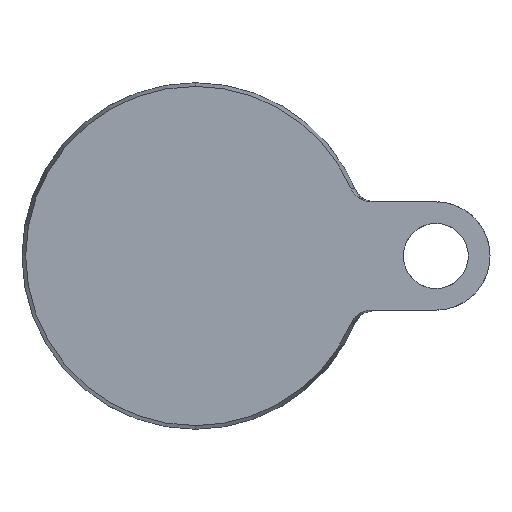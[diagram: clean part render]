
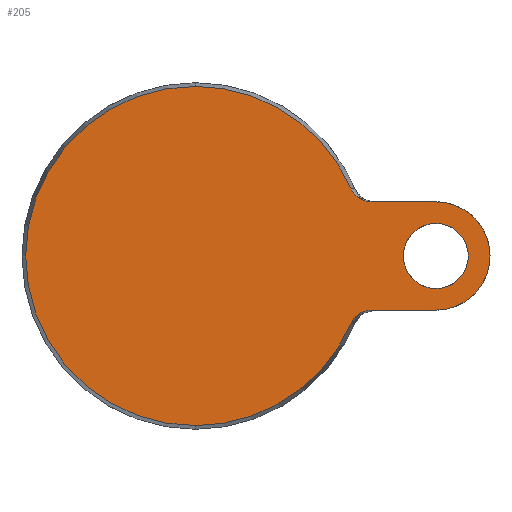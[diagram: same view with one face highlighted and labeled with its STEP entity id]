
A CAD part, front view. The second image highlights one B-rep face of the part: STEP entity #205.
In plain terms, the highlighted planar face has unit normal (0, -1, 0).
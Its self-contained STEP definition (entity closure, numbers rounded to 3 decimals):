
#14 = DIRECTION ( 'NONE',  ( 0., 0., 1. ) ) ;
#16 = ORIENTED_EDGE ( 'NONE', *, *, #902, .T. ) ;
#60 = DIRECTION ( 'NONE',  ( 0., -1., 0. ) ) ;
#68 = EDGE_CURVE ( 'NONE', #735, #478, #155, .T. ) ;
#73 = DIRECTION ( 'NONE',  ( 0., -1., 0. ) ) ;
#74 = VECTOR ( 'NONE', #1167, 1000. ) ;
#89 = CARTESIAN_POINT ( 'NONE',  ( 38.897, 0., 12.778 ) ) ;
#103 = CARTESIAN_POINT ( 'NONE',  ( 55.5, 0., 0. ) ) ;
#110 = LINE ( 'NONE', #563, #589 ) ;
#127 = FACE_BOUND ( 'NONE', #678, .T. ) ;
#136 = CARTESIAN_POINT ( 'NONE',  ( 55.5, 0., 0. ) ) ;
#140 = EDGE_CURVE ( 'NONE', #735, #1011, #906, .T. ) ;
#150 = EDGE_CURVE ( 'NONE', #1184, #207, #929, .T. ) ;
#155 = B_SPLINE_CURVE_WITH_KNOTS ( 'NONE', 3,
 ( #1456, #535, #1110, #89, #774, #999, #1243, #1250, #209, #658, #430, #1015, #1116, #636 ),
 .UNSPECIFIED., .F., .F.,
 ( 4, 2, 2, 2, 2, 2, 4 ),
 ( 0., 0.001, 0.002, 0.003, 0.004, 0.004, 0.006 ),
 .UNSPECIFIED. ) ;
#170 = CARTESIAN_POINT ( 'NONE',  ( 0., 0., 0. ) ) ;
#205 = ADVANCED_FACE ( 'NONE', ( #1405, #127 ), #366, .F. ) ;
#207 = VERTEX_POINT ( 'NONE', #705 ) ;
#209 = CARTESIAN_POINT ( 'NONE',  ( 37.4, 0., 13.603 ) ) ;
#211 = CARTESIAN_POINT ( 'NONE',  ( 39.592, 0., -12.572 ) ) ;
#228 = CARTESIAN_POINT ( 'NONE',  ( 40.085, 0., -12.5 ) ) ;
#230 = ORIENTED_EDGE ( 'NONE', *, *, #140, .F. ) ;
#242 = CARTESIAN_POINT ( 'NONE',  ( 15., 0., 12.5 ) ) ;
#260 = CARTESIAN_POINT ( 'NONE',  ( -39.143, 0., 0. ) ) ;
#266 = CIRCLE ( 'NONE', #1225, 7.5 ) ;
#276 = CARTESIAN_POINT ( 'NONE',  ( 0., 0., 0. ) ) ;
#281 = DIRECTION ( 'NONE',  ( 0., -1., 0. ) ) ;
#302 = ORIENTED_EDGE ( 'NONE', *, *, #1267, .F. ) ;
#324 = ORIENTED_EDGE ( 'NONE', *, *, #780, .T. ) ;
#366 = PLANE ( 'NONE',  #1423 ) ;
#369 = ORIENTED_EDGE ( 'NONE', *, *, #1297, .T. ) ;
#405 = CARTESIAN_POINT ( 'NONE',  ( 0., 0., 39.143 ) ) ;
#425 = CARTESIAN_POINT ( 'NONE',  ( 36.857, 0., -14.106 ) ) ;
#427 = AXIS2_PLACEMENT_3D ( 'NONE', #276, #73, #1446 ) ;
#430 = CARTESIAN_POINT ( 'NONE',  ( 36.861, 0., 14.101 ) ) ;
#455 = CARTESIAN_POINT ( 'NONE',  ( 36.124, 0., -15.081 ) ) ;
#478 = VERTEX_POINT ( 'NONE', #747 ) ;
#489 = ORIENTED_EDGE ( 'NONE', *, *, #68, .T. ) ;
#507 = DIRECTION ( 'NONE',  ( 0., 0., -1. ) ) ;
#535 = CARTESIAN_POINT ( 'NONE',  ( 40.085, 0., 12.5 ) ) ;
#536 = AXIS2_PLACEMENT_3D ( 'NONE', #170, #60, #507 ) ;
#554 = DIRECTION ( 'NONE',  ( 0., 1., 0. ) ) ;
#563 = CARTESIAN_POINT ( 'NONE',  ( 15., 0., -12.5 ) ) ;
#570 = CARTESIAN_POINT ( 'NONE',  ( 55.5, 0., 0. ) ) ;
#571 = DIRECTION ( 'NONE',  ( 0., 0., -1. ) ) ;
#589 = VECTOR ( 'NONE', #1128, 1000. ) ;
#636 = CARTESIAN_POINT ( 'NONE',  ( 35.928, 0., 15.535 ) ) ;
#653 = CARTESIAN_POINT ( 'NONE',  ( 38., 0., -13.192 ) ) ;
#654 = ORIENTED_EDGE ( 'NONE', *, *, #821, .T. ) ;
#658 = CARTESIAN_POINT ( 'NONE',  ( 37.032, 0., 13.927 ) ) ;
#667 = CARTESIAN_POINT ( 'NONE',  ( 38.891, 0., -12.781 ) ) ;
#676 = CARTESIAN_POINT ( 'NONE',  ( 38.663, 0., -12.866 ) ) ;
#678 = EDGE_LOOP ( 'NONE', ( #369, #1157 ) ) ;
#705 = CARTESIAN_POINT ( 'NONE',  ( 55.5, 0., -7.5 ) ) ;
#735 = VERTEX_POINT ( 'NONE', #1013 ) ;
#747 = CARTESIAN_POINT ( 'NONE',  ( 35.928, 0., 15.535 ) ) ;
#774 = CARTESIAN_POINT ( 'NONE',  ( 38.665, 0., 12.866 ) ) ;
#775 = CIRCLE ( 'NONE', #1442, 12.5 ) ;
#777 = CARTESIAN_POINT ( 'NONE',  ( 36.381, 0., -14.668 ) ) ;
#780 = EDGE_CURVE ( 'NONE', #947, #1281, #1419, .T. ) ;
#821 = EDGE_CURVE ( 'NONE', #478, #935, #998, .T. ) ;
#844 = CARTESIAN_POINT ( 'NONE',  ( 0., 0., 0. ) ) ;
#880 = CARTESIAN_POINT ( 'NONE',  ( 38.218, 0., -13.072 ) ) ;
#902 = EDGE_CURVE ( 'NONE', #935, #947, #1086, .T. ) ;
#906 = LINE ( 'NONE', #242, #74 ) ;
#908 = CARTESIAN_POINT ( 'NONE',  ( 35.928, 0., -15.535 ) ) ;
#921 = DIRECTION ( 'NONE',  ( 0., 0., 1. ) ) ;
#922 = B_SPLINE_CURVE_WITH_KNOTS ( 'NONE', 3,
 ( #908, #455, #777, #425, #1472, #1122, #1252, #653, #880, #676, #667, #211, #228, #1244 ),
 .UNSPECIFIED., .F., .F.,
 ( 4, 2, 2, 2, 2, 2, 4 ),
 ( 0., 0.001, 0.002, 0.003, 0.004, 0.004, 0.006 ),
 .UNSPECIFIED. ) ;
#929 = CIRCLE ( 'NONE', #1372, 7.5 ) ;
#935 = VERTEX_POINT ( 'NONE', #405 ) ;
#943 = DIRECTION ( 'NONE',  ( 0., 0., -1. ) ) ;
#947 = VERTEX_POINT ( 'NONE', #983 ) ;
#983 = CARTESIAN_POINT ( 'NONE',  ( 0., 0., -39.143 ) ) ;
#998 = CIRCLE ( 'NONE', #536, 39.143 ) ;
#999 = CARTESIAN_POINT ( 'NONE',  ( 38.221, 0., 13.07 ) ) ;
#1011 = VERTEX_POINT ( 'NONE', #1285 ) ;
#1013 = CARTESIAN_POINT ( 'NONE',  ( 40.579, 0., 12.5 ) ) ;
#1015 = CARTESIAN_POINT ( 'NONE',  ( 36.388, 0., 14.659 ) ) ;
#1024 = DIRECTION ( 'NONE',  ( 0., 1., 0. ) ) ;
#1086 = CIRCLE ( 'NONE', #427, 39.143 ) ;
#1110 = CARTESIAN_POINT ( 'NONE',  ( 39.603, 0., 12.57 ) ) ;
#1116 = CARTESIAN_POINT ( 'NONE',  ( 36.124, 0., 15.081 ) ) ;
#1122 = CARTESIAN_POINT ( 'NONE',  ( 37.397, 0., -13.606 ) ) ;
#1128 = DIRECTION ( 'NONE',  ( -1., 0., 0. ) ) ;
#1157 = ORIENTED_EDGE ( 'NONE', *, *, #150, .T. ) ;
#1161 = CARTESIAN_POINT ( 'NONE',  ( 40.579, 0., -12.5 ) ) ;
#1167 = DIRECTION ( 'NONE',  ( 1., 0., 0. ) ) ;
#1183 = DIRECTION ( 'NONE',  ( 0., 1., 0. ) ) ;
#1184 = VERTEX_POINT ( 'NONE', #1221 ) ;
#1192 = ORIENTED_EDGE ( 'NONE', *, *, #1198, .T. ) ;
#1198 = EDGE_CURVE ( 'NONE', #1281, #1305, #922, .T. ) ;
#1221 = CARTESIAN_POINT ( 'NONE',  ( 55.5, 0., 7.5 ) ) ;
#1225 = AXIS2_PLACEMENT_3D ( 'NONE', #136, #1183, #1280 ) ;
#1229 = AXIS2_PLACEMENT_3D ( 'NONE', #844, #281, #943 ) ;
#1234 = VERTEX_POINT ( 'NONE', #1381 ) ;
#1243 = CARTESIAN_POINT ( 'NONE',  ( 38.008, 0., 13.187 ) ) ;
#1244 = CARTESIAN_POINT ( 'NONE',  ( 40.579, 0., -12.5 ) ) ;
#1250 = CARTESIAN_POINT ( 'NONE',  ( 37.598, 0., 13.453 ) ) ;
#1252 = CARTESIAN_POINT ( 'NONE',  ( 37.591, 0., -13.458 ) ) ;
#1254 = EDGE_CURVE ( 'NONE', #1234, #1305, #110, .T. ) ;
#1262 = EDGE_LOOP ( 'NONE', ( #230, #489, #654, #16, #324, #1192, #1478, #302 ) ) ;
#1267 = EDGE_CURVE ( 'NONE', #1011, #1234, #775, .T. ) ;
#1280 = DIRECTION ( 'NONE',  ( 0., 0., 1. ) ) ;
#1281 = VERTEX_POINT ( 'NONE', #1374 ) ;
#1285 = CARTESIAN_POINT ( 'NONE',  ( 55.5, 0., 12.5 ) ) ;
#1297 = EDGE_CURVE ( 'NONE', #207, #1184, #266, .T. ) ;
#1305 = VERTEX_POINT ( 'NONE', #1161 ) ;
#1372 = AXIS2_PLACEMENT_3D ( 'NONE', #570, #1024, #14 ) ;
#1374 = CARTESIAN_POINT ( 'NONE',  ( 35.928, 0., -15.535 ) ) ;
#1381 = CARTESIAN_POINT ( 'NONE',  ( 55.5, 0., -12.5 ) ) ;
#1389 = DIRECTION ( 'NONE',  ( 0., 1., 0. ) ) ;
#1405 = FACE_OUTER_BOUND ( 'NONE', #1262, .T. ) ;
#1419 = CIRCLE ( 'NONE', #1229, 39.143 ) ;
#1423 = AXIS2_PLACEMENT_3D ( 'NONE', #260, #1389, #921 ) ;
#1442 = AXIS2_PLACEMENT_3D ( 'NONE', #103, #554, #571 ) ;
#1446 = DIRECTION ( 'NONE',  ( 0., 0., -1. ) ) ;
#1456 = CARTESIAN_POINT ( 'NONE',  ( 40.579, 0., 12.5 ) ) ;
#1472 = CARTESIAN_POINT ( 'NONE',  ( 37.031, 0., -13.929 ) ) ;
#1478 = ORIENTED_EDGE ( 'NONE', *, *, #1254, .F. ) ;
